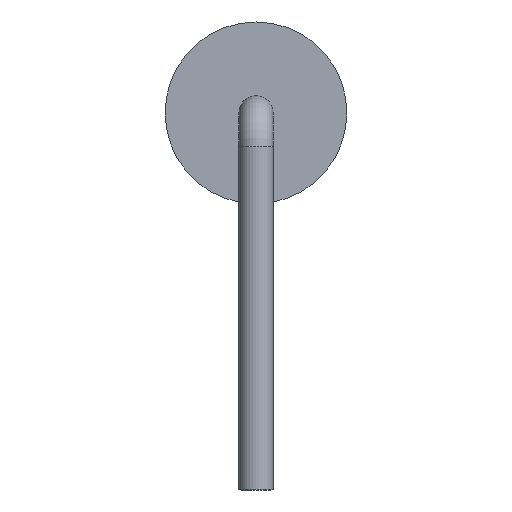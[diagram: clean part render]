
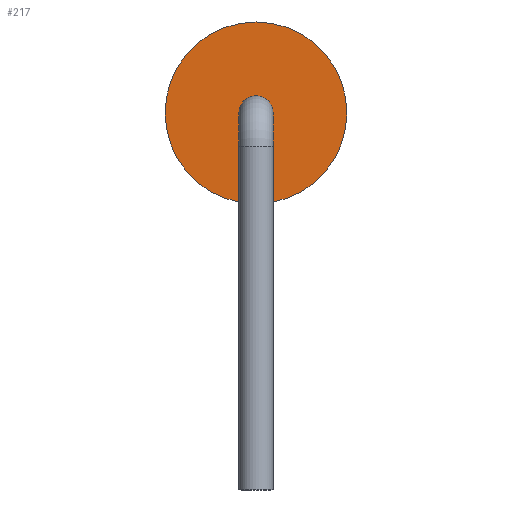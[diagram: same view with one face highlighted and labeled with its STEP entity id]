
A CAD part, left-side view. The second image highlights one B-rep face of the part: STEP entity #217.
In plain terms, the highlighted planar face has unit normal (-1, 0, 0).
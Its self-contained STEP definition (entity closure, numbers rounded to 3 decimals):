
#30=PLANE('',#257);
#41=FACE_OUTER_BOUND('',#60,.T.);
#60=EDGE_LOOP('',(#167));
#86=CIRCLE('',#247,0.8);
#106=VERTEX_POINT('',#375);
#125=EDGE_CURVE('',#106,#106,#86,.T.);
#167=ORIENTED_EDGE('',*,*,#125,.F.);
#217=ADVANCED_FACE('',(#41),#30,.T.);
#247=AXIS2_PLACEMENT_3D('',#377,#292,#293);
#257=AXIS2_PLACEMENT_3D('',#393,#314,#315);
#292=DIRECTION('center_axis',(1.,0.,0.));
#293=DIRECTION('ref_axis',(0.,0.,-1.));
#314=DIRECTION('center_axis',(-1.,0.,0.));
#315=DIRECTION('ref_axis',(0.,0.,1.));
#375=CARTESIAN_POINT('',(-2.3,0.,2.2));
#377=CARTESIAN_POINT('Origin',(-2.3,0.,1.4));
#393=CARTESIAN_POINT('Origin',(-2.3,0.,0.6));
